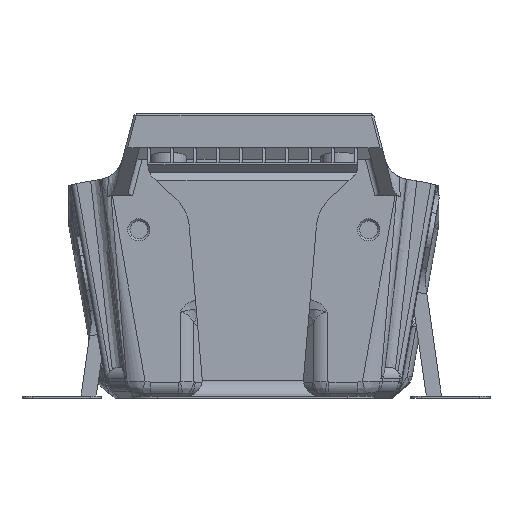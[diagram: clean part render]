
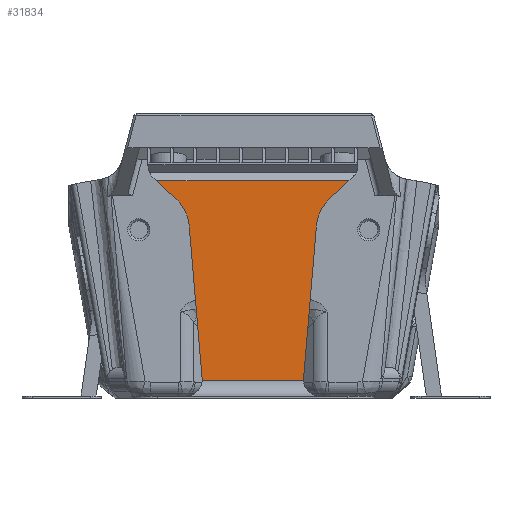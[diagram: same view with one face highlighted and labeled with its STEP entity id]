
A CAD part, front view. The second image highlights one B-rep face of the part: STEP entity #31834.
In plain terms, the highlighted planar face has unit normal (0, -1, 0).
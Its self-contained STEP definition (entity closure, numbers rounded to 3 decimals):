
#1577=PLANE('',#34503);
#4327=LINE('',#61196,#7029);
#4329=LINE('',#61203,#7031);
#4330=LINE('',#61208,#7032);
#4331=LINE('',#61210,#7033);
#4332=LINE('',#61212,#7034);
#4333=LINE('',#61216,#7035);
#7029=VECTOR('',#41716,1000.);
#7031=VECTOR('',#41722,1000.);
#7032=VECTOR('',#41727,1000.);
#7033=VECTOR('',#41728,1000.);
#7034=VECTOR('',#41729,1000.);
#7035=VECTOR('',#41732,1000.);
#8285=CIRCLE('',#34504,3.);
#8286=CIRCLE('',#34505,3.);
#8287=CIRCLE('',#34506,8.);
#8288=CIRCLE('',#34507,8.);
#16476=ORIENTED_EDGE('',*,*,#21890,.T.);
#16477=ORIENTED_EDGE('',*,*,#21891,.T.);
#16478=ORIENTED_EDGE('',*,*,#21892,.T.);
#16479=ORIENTED_EDGE('',*,*,#21888,.F.);
#16480=ORIENTED_EDGE('',*,*,#21893,.T.);
#16481=ORIENTED_EDGE('',*,*,#21894,.T.);
#16482=ORIENTED_EDGE('',*,*,#21895,.F.);
#16483=ORIENTED_EDGE('',*,*,#21896,.F.);
#16484=ORIENTED_EDGE('',*,*,#21897,.T.);
#16485=ORIENTED_EDGE('',*,*,#21898,.T.);
#21888=EDGE_CURVE('',#25149,#25150,#4327,.T.);
#21890=EDGE_CURVE('',#25151,#25152,#8285,.T.);
#21891=EDGE_CURVE('',#25152,#25153,#4329,.F.);
#21892=EDGE_CURVE('',#25153,#25150,#8286,.T.);
#21893=EDGE_CURVE('',#25149,#25154,#8287,.T.);
#21894=EDGE_CURVE('',#25154,#25155,#4330,.T.);
#21895=EDGE_CURVE('',#25156,#25155,#4331,.T.);
#21896=EDGE_CURVE('',#25157,#25156,#4332,.T.);
#21897=EDGE_CURVE('',#25157,#25158,#8288,.T.);
#21898=EDGE_CURVE('',#25158,#25151,#4333,.T.);
#25149=VERTEX_POINT('',#61195);
#25150=VERTEX_POINT('',#61197);
#25151=VERTEX_POINT('',#61201);
#25152=VERTEX_POINT('',#61202);
#25153=VERTEX_POINT('',#61204);
#25154=VERTEX_POINT('',#61207);
#25155=VERTEX_POINT('',#61209);
#25156=VERTEX_POINT('',#61211);
#25157=VERTEX_POINT('',#61213);
#25158=VERTEX_POINT('',#61215);
#28062=EDGE_LOOP('',(#16476,#16477,#16478,#16479,#16480,#16481,#16482,#16483,
#16484,#16485));
#29967=FACE_BOUND('',#28062,.T.);
#31834=ADVANCED_FACE('',(#29967),#1577,.F.);
#34503=AXIS2_PLACEMENT_3D('',#61199,#41718,#41719);
#34504=AXIS2_PLACEMENT_3D('',#61200,#41720,#41721);
#34505=AXIS2_PLACEMENT_3D('',#61205,#41723,#41724);
#34506=AXIS2_PLACEMENT_3D('',#61206,#41725,#41726);
#34507=AXIS2_PLACEMENT_3D('',#61214,#41730,#41731);
#41716=DIRECTION('',(-0.084,0.,-0.996));
#41718=DIRECTION('',(0.,1.,0.));
#41719=DIRECTION('',(0.,0.,1.));
#41720=DIRECTION('',(0.,1.,0.));
#41721=DIRECTION('',(0.,0.,1.));
#41722=DIRECTION('',(-1.,0.,0.));
#41723=DIRECTION('',(0.,1.,0.));
#41724=DIRECTION('',(0.,0.,1.));
#41725=DIRECTION('',(0.,1.,0.));
#41726=DIRECTION('',(0.,0.,1.));
#41727=DIRECTION('',(0.731,0.,0.682));
#41728=DIRECTION('',(1.,0.,0.));
#41729=DIRECTION('',(-0.731,0.,0.682));
#41730=DIRECTION('',(0.,1.,0.));
#41731=DIRECTION('',(0.,0.,1.));
#41732=DIRECTION('',(0.084,0.,-0.996));
#61195=CARTESIAN_POINT('',(11.856,-32.314,32.579));
#61196=CARTESIAN_POINT('',(36.482,-32.314,324.724));
#61197=CARTESIAN_POINT('',(9.418,-32.314,3.652));
#61199=CARTESIAN_POINT('',(0.,-32.314,327.8));
#61200=CARTESIAN_POINT('',(-12.767,-32.314,3.4));
#61201=CARTESIAN_POINT('',(-9.777,-32.314,3.652));
#61202=CARTESIAN_POINT('',(-9.767,-32.314,3.4));
#61203=CARTESIAN_POINT('',(9.143,-32.314,3.4));
#61204=CARTESIAN_POINT('',(9.407,-32.314,3.4));
#61205=CARTESIAN_POINT('',(12.407,-32.314,3.4));
#61206=CARTESIAN_POINT('',(19.828,-32.314,31.907));
#61207=CARTESIAN_POINT('',(14.372,-32.314,37.757));
#61208=CARTESIAN_POINT('',(16.736,-32.314,39.963));
#61209=CARTESIAN_POINT('',(17.982,-32.314,41.124));
#61210=CARTESIAN_POINT('',(-65.369,-32.314,41.124));
#61211=CARTESIAN_POINT('',(-18.341,-32.314,41.124));
#61212=CARTESIAN_POINT('',(-17.096,-32.314,39.963));
#61213=CARTESIAN_POINT('',(-14.731,-32.314,37.757));
#61214=CARTESIAN_POINT('',(-20.187,-32.314,31.907));
#61215=CARTESIAN_POINT('',(-12.216,-32.314,32.579));
#61216=CARTESIAN_POINT('',(-36.839,-32.314,324.694));
